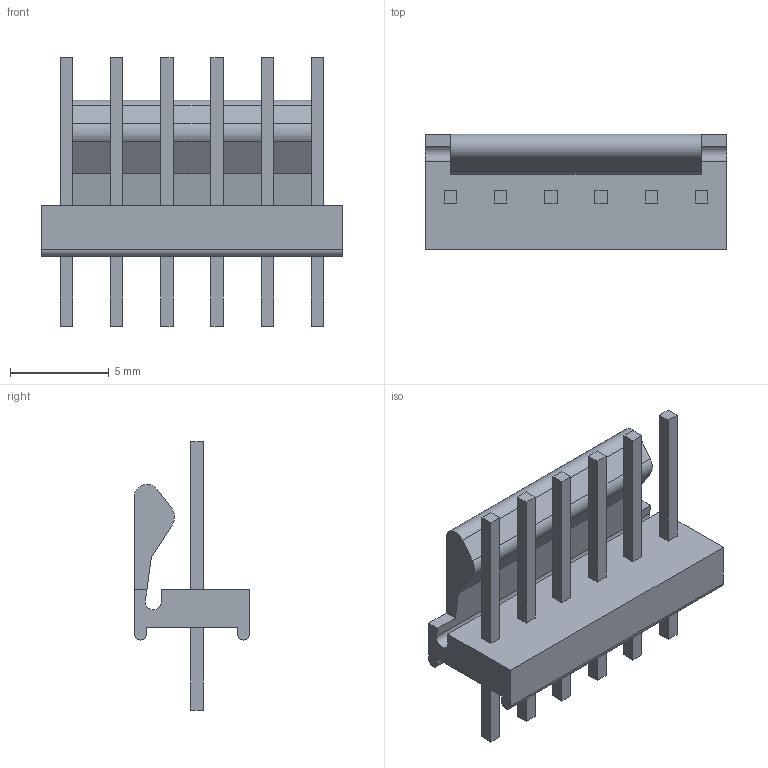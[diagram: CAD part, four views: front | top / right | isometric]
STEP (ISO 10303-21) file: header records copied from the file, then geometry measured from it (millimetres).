
FILE_DESCRIPTION((''),'2;1');
FILE_NAME('C-640456-6','2013-01-10T',('workeradm'),('Tyco Electronics Ltd.'),'PRO/ENGINEER BY PARAMETRIC TECHNOLOGY CORPORATION, 2010430','PRO/ENGINEER BY PARAMETRIC TECHNOLOGY CORPORATION, 2010430','');
FILE_SCHEMA(('AUTOMOTIVE_DESIGN { 1 0 10303 214 1 1 1 1 }'));
Length unit declared in the file: millimetre
Products named in the file (1): C-640456-6
Bounding box: 15.24 x 5.84 x 13.59 mm (x, y, z)
Volume: 284.2 mm3; surface area: 651.8 mm2
Topology: 1 solids, 1 shells, 81 faces, 201 edges, 134 vertices
Faces by surface type: plane 76, cylinder 5
Entity records: 2636 total; most frequent: CARTESIAN_POINT 418, ORIENTED_EDGE 402, DIRECTION 373, EDGE_CURVE 201, VECTOR 191, LINE 191, VERTEX_POINT 134, EDGE_LOOP 93
